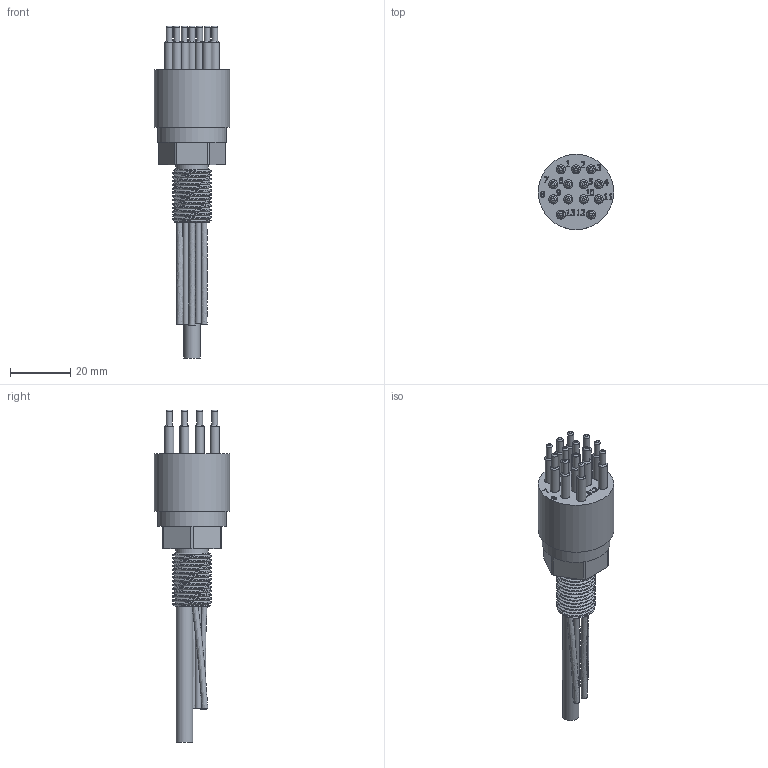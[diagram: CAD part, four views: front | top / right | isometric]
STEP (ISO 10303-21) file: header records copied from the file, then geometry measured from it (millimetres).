
FILE_DESCRIPTION(/* description */ (''),/* implementation_level */ '2;1');
FILE_NAME(/* name */ 'DBH13M.stp',/* time_stamp */ '2014-11-24T09:10:59+01:00',/* author */ ('sh'),/* organization */ (''),/* preprocessor_version */ 'ST-DEVELOPER v15.2',/* originating_system */ 'Autodesk Inventor 2014',/* authorisation */ '');
FILE_SCHEMA (('AUTOMOTIVE_DESIGN { 1 0 10303 214 3 1 1 }'));
Length unit declared in the file: millimetre
Products named in the file (1): DBH13M
Bounding box: 25 x 25 x 110 mm (x, y, z)
Volume: 18480.6 mm3; surface area: 8048.8 mm2
Topology: 1 solids, 1 shells, 400 faces, 1012 edges, 662 vertices
Faces by surface type: plane 184, bspline 166, cylinder 35, cone 15
Full cylindrical faces by diameter (mm): 2 x15, 3 x13, 5.5 x1, 10.8 x1, 14.3 x1, 18.8 x1, 22.6 x1, 25 x1
Entity records: 15742 total; most frequent: CARTESIAN_POINT 6928, ORIENTED_EDGE 1928, DIRECTION 1198, EDGE_CURVE 964, VERTEX_POINT 661, LINE 550, VECTOR 550, EDGE_LOOP 495
